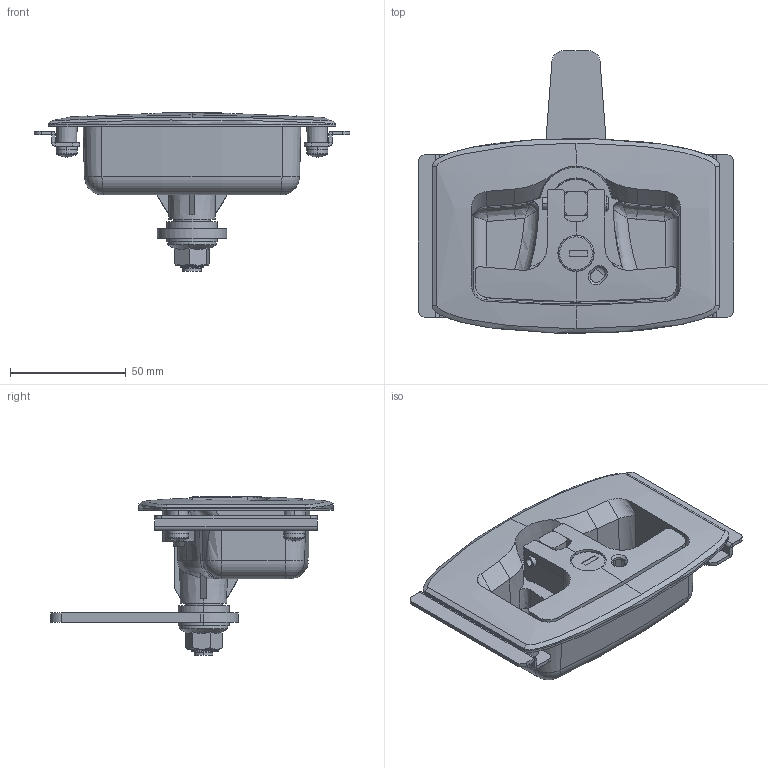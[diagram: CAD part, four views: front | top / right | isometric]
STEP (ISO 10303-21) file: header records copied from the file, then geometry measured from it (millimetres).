
FILE_DESCRIPTION (( 'STEP AP203' ), '1' );
FILE_NAME ('A-272-1.STEP', '2023-04-18T05:10:34', ( '' ), ( '' ), 'SwSTEP 2.0', 'SolidWorks 2021', '' );
FILE_SCHEMA (( 'CONFIG_CONTROL_DESIGN' ));
Length unit declared in the file: millimetre
Products named in the file (15): 04332-B106; A-272-1ハンドル_; A-272-1連結ピン_; A-272-1; A-272-1止め金_; A-272-1角穴ワッシャー（厚）_; 六角ナット; copy-a272_TAKparts-Rotor_#T0230 郯腊仛; A-272-1Cリング; A-272-1本体_; A-272-1シャフト_; 十字穴付なべねじM5(SW付)_M5 x 10; A-272-1パッキン_; A-272-1角穴ワッシャー（薄）_; A-272-1僗僩僢僷乕僇儉_
Assembly tree (18 placements, depth 2):
  A-272-1
    A-272-1本体_
    A-272-1シャフト_
    A-272-1ハンドル_
    A-272-1連結ピン_
    A-272-1僗僩僢僷乕僇儉_
    A-272-1パッキン_
    A-272-1角穴ワッシャー（厚）_
    A-272-1止め金_
    A-272-1角穴ワッシャー（薄）_
    六角ナット
    A-272-1Cリング
    十字穴付なべねじM5(SW付)_M5 x 10  x4
    04332-B106  x2
    copy-a272_TAKparts-Rotor_#T0230 郯腊仛
Bounding box: 136 x 122 x 68.5 mm (x, y, z)
Volume: 101268.1 mm3; surface area: 80826.4 mm2
Topology: 18 solids, 18 shells, 645 faces, 1633 edges, 1042 vertices
Faces by surface type: plane 266, cylinder 215, bspline 72, cone 56, torus 24, sphere 12
Entity records: 23063 total; most frequent: CARTESIAN_POINT 9283, ORIENTED_EDGE 2614, DIRECTION 2400, EDGE_CURVE 1307, AXIS2_PLACEMENT_3D 931, VERTEX_POINT 838, EDGE_LOOP 579, VECTOR 538
